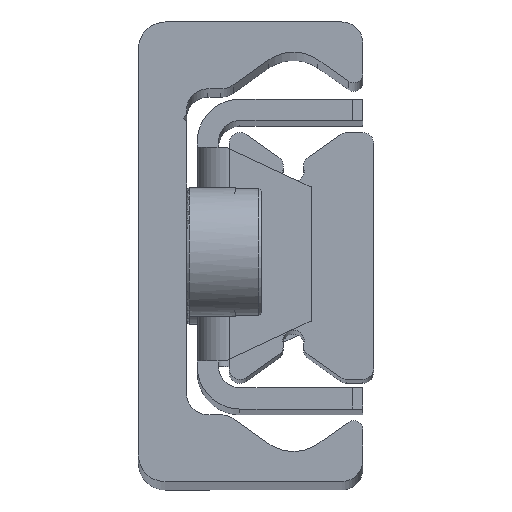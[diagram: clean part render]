
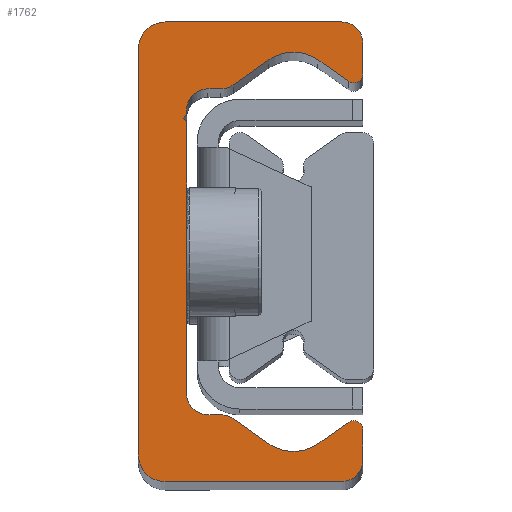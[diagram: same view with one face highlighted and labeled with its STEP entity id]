
A CAD part, top view. The second image highlights one B-rep face of the part: STEP entity #1762.
In plain terms, the highlighted planar face has unit normal (0, 0, 1).
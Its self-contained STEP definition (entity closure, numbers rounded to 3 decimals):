
#750=CARTESIAN_POINT('',(2.499,-21.5,450.0));
#751=VERTEX_POINT('',#750);
#752=CARTESIAN_POINT('',(-0.001,-19.0,450.0));
#753=VERTEX_POINT('',#752);
#754=CARTESIAN_POINT('',(2.499,-19.0,450.0));
#755=DIRECTION('',(0.0,0.0,-1.0));
#756=DIRECTION('',(-1.0,0.0,0.0));
#757=AXIS2_PLACEMENT_3D('',#754,#755,#756);
#758=CIRCLE('',#757,2.5);
#759=EDGE_CURVE('',#751,#753,#758,.T.);
#792=CARTESIAN_POINT('',(-0.001,19.0,450.0));
#793=VERTEX_POINT('',#792);
#794=CARTESIAN_POINT('',(-0.001,-19.0,450.0));
#795=DIRECTION('',(0.0,1.0,0.0));
#796=VECTOR('',#795,38.0);
#797=LINE('',#794,#796);
#798=EDGE_CURVE('',#753,#793,#797,.T.);
#847=CARTESIAN_POINT('',(2.499,21.5,450.0));
#848=VERTEX_POINT('',#847);
#849=CARTESIAN_POINT('',(2.499,19.0,450.0));
#850=DIRECTION('',(0.0,0.0,-1.0));
#851=DIRECTION('',(0.0,1.0,0.0));
#852=AXIS2_PLACEMENT_3D('',#849,#850,#851);
#853=CIRCLE('',#852,2.5);
#854=EDGE_CURVE('',#793,#848,#853,.T.);
#880=CARTESIAN_POINT('',(18.999,21.5,450.0));
#881=VERTEX_POINT('',#880);
#882=CARTESIAN_POINT('',(2.499,21.5,450.0));
#883=DIRECTION('',(1.0,0.0,0.0));
#884=VECTOR('',#883,16.5);
#885=LINE('',#882,#884);
#886=EDGE_CURVE('',#848,#881,#885,.T.);
#911=CARTESIAN_POINT('',(20.999,19.5,450.0));
#912=VERTEX_POINT('',#911);
#913=CARTESIAN_POINT('',(18.999,19.5,450.0));
#914=DIRECTION('',(0.0,0.0,-1.0));
#915=DIRECTION('',(1.0,0.0,0.0));
#916=AXIS2_PLACEMENT_3D('',#913,#914,#915);
#917=CIRCLE('',#916,2.);
#918=EDGE_CURVE('',#881,#912,#917,.T.);
#944=CARTESIAN_POINT('',(20.999,16.65,450.0));
#945=VERTEX_POINT('',#944);
#946=CARTESIAN_POINT('',(20.999,19.5,450.0));
#947=DIRECTION('',(0.0,-1.0,0.0));
#948=VECTOR('',#947,2.85);
#949=LINE('',#946,#948);
#950=EDGE_CURVE('',#912,#945,#949,.T.);
#975=CARTESIAN_POINT('',(19.662,15.953,450.0));
#976=VERTEX_POINT('',#975);
#977=CARTESIAN_POINT('',(20.149,16.65,450.0));
#978=DIRECTION('',(0.0,0.0,-1.));
#979=DIRECTION('',(-0.574,-0.819,0.0));
#980=AXIS2_PLACEMENT_3D('',#977,#978,#979);
#981=CIRCLE('',#980,0.85);
#982=EDGE_CURVE('',#945,#976,#981,.T.);
#1008=CARTESIAN_POINT('',(16.794,17.962,450.0));
#1009=VERTEX_POINT('',#1008);
#1010=CARTESIAN_POINT('',(19.662,15.953,450.0));
#1011=DIRECTION('',(-0.819,0.574,0.0));
#1012=VECTOR('',#1011,3.501);
#1013=LINE('',#1010,#1012);
#1014=EDGE_CURVE('',#976,#1009,#1013,.T.);
#1039=CARTESIAN_POINT('',(12.205,17.962,450.0));
#1040=VERTEX_POINT('',#1039);
#1041=CARTESIAN_POINT('',(14.499,14.685,450.0));
#1042=DIRECTION('',(0.0,0.0,1.0));
#1043=DIRECTION('',(-0.574,-0.819,0.0));
#1044=AXIS2_PLACEMENT_3D('',#1041,#1042,#1043);
#1045=CIRCLE('',#1044,4.0);
#1046=EDGE_CURVE('',#1009,#1040,#1045,.T.);
#1072=CARTESIAN_POINT('',(8.849,15.612,450.0));
#1073=VERTEX_POINT('',#1072);
#1074=CARTESIAN_POINT('',(12.205,17.962,450.0));
#1075=DIRECTION('',(-0.819,-0.574,0.0));
#1076=VECTOR('',#1075,4.097);
#1077=LINE('',#1074,#1076);
#1078=EDGE_CURVE('',#1040,#1073,#1077,.T.);
#1103=CARTESIAN_POINT('',(7.702,15.25,450.0));
#1104=VERTEX_POINT('',#1103);
#1105=CARTESIAN_POINT('',(7.702,17.25,450.0));
#1106=DIRECTION('',(0.0,0.0,-1.0));
#1107=DIRECTION('',(0.0,-1.0,0.0));
#1108=AXIS2_PLACEMENT_3D('',#1105,#1106,#1107);
#1109=CIRCLE('',#1108,2.0);
#1110=EDGE_CURVE('',#1073,#1104,#1109,.T.);
#1136=CARTESIAN_POINT('',(6.499,15.25,450.0));
#1137=VERTEX_POINT('',#1136);
#1138=CARTESIAN_POINT('',(7.702,15.25,450.0));
#1139=DIRECTION('',(-1.0,0.0,0.0));
#1140=VECTOR('',#1139,1.203);
#1141=LINE('',#1138,#1140);
#1142=EDGE_CURVE('',#1104,#1137,#1141,.T.);
#1167=CARTESIAN_POINT('',(4.499,13.25,450.0));
#1168=VERTEX_POINT('',#1167);
#1169=CARTESIAN_POINT('',(6.499,13.25,450.0));
#1170=DIRECTION('',(0.0,0.0,1.0));
#1171=DIRECTION('',(0.0,-1.0,0.0));
#1172=AXIS2_PLACEMENT_3D('',#1169,#1170,#1171);
#1173=CIRCLE('',#1172,2.0);
#1174=EDGE_CURVE('',#1137,#1168,#1173,.T.);
#1200=CARTESIAN_POINT('',(4.499,12.861,450.0));
#1201=VERTEX_POINT('',#1200);
#1202=CARTESIAN_POINT('',(4.499,13.25,450.0));
#1203=DIRECTION('',(0.0,-1.0,0.0));
#1204=VECTOR('',#1203,0.389);
#1205=LINE('',#1202,#1204);
#1206=EDGE_CURVE('',#1168,#1201,#1205,.T.);
#1231=CARTESIAN_POINT('',(4.411,12.734,450.0));
#1232=VERTEX_POINT('',#1231);
#1233=CARTESIAN_POINT('',(4.363,12.861,450.0));
#1234=DIRECTION('',(0.0,0.0,-1.0));
#1235=DIRECTION('',(0.353,-0.936,0.0));
#1236=AXIS2_PLACEMENT_3D('',#1233,#1234,#1235);
#1237=CIRCLE('',#1236,0.136);
#1238=EDGE_CURVE('',#1201,#1232,#1237,.T.);
#1264=CARTESIAN_POINT('',(4.422,12.262,450.0));
#1265=VERTEX_POINT('',#1264);
#1266=CARTESIAN_POINT('',(4.499,12.5,450.0));
#1267=DIRECTION('',(0.0,0.0,1.0));
#1268=DIRECTION('',(0.353,-0.936,0.0));
#1269=AXIS2_PLACEMENT_3D('',#1266,#1267,#1268);
#1270=CIRCLE('',#1269,0.25);
#1271=EDGE_CURVE('',#1232,#1265,#1270,.T.);
#1297=CARTESIAN_POINT('',(4.499,12.156,450.0));
#1298=VERTEX_POINT('',#1297);
#1299=CARTESIAN_POINT('',(4.387,12.156,450.0));
#1300=DIRECTION('',(0.0,0.0,-1.0));
#1301=DIRECTION('',(1.0,0.0,0.0));
#1302=AXIS2_PLACEMENT_3D('',#1299,#1300,#1301);
#1303=CIRCLE('',#1302,0.112);
#1304=EDGE_CURVE('',#1265,#1298,#1303,.T.);
#1330=CARTESIAN_POINT('',(4.499,-13.25,450.0));
#1331=VERTEX_POINT('',#1330);
#1332=CARTESIAN_POINT('',(4.499,12.156,450.0));
#1333=DIRECTION('',(0.0,-1.0,0.0));
#1334=VECTOR('',#1333,25.406);
#1335=LINE('',#1332,#1334);
#1336=EDGE_CURVE('',#1298,#1331,#1335,.T.);
#1385=CARTESIAN_POINT('',(6.499,-15.25,450.0));
#1386=VERTEX_POINT('',#1385);
#1387=CARTESIAN_POINT('',(6.499,-13.25,450.0));
#1388=DIRECTION('',(0.0,0.0,1.0));
#1389=DIRECTION('',(1.0,0.0,0.0));
#1390=AXIS2_PLACEMENT_3D('',#1387,#1388,#1389);
#1391=CIRCLE('',#1390,2.0);
#1392=EDGE_CURVE('',#1331,#1386,#1391,.T.);
#1418=CARTESIAN_POINT('',(7.702,-15.25,450.0));
#1419=VERTEX_POINT('',#1418);
#1420=CARTESIAN_POINT('',(6.499,-15.25,450.0));
#1421=DIRECTION('',(1.0,0.0,0.0));
#1422=VECTOR('',#1421,1.203);
#1423=LINE('',#1420,#1422);
#1424=EDGE_CURVE('',#1386,#1419,#1423,.T.);
#1449=CARTESIAN_POINT('',(8.849,-15.612,450.0));
#1450=VERTEX_POINT('',#1449);
#1451=CARTESIAN_POINT('',(7.702,-17.25,450.0));
#1452=DIRECTION('',(0.0,0.0,-1.));
#1453=DIRECTION('',(0.574,0.819,0.0));
#1454=AXIS2_PLACEMENT_3D('',#1451,#1452,#1453);
#1455=CIRCLE('',#1454,2.0);
#1456=EDGE_CURVE('',#1419,#1450,#1455,.T.);
#1482=CARTESIAN_POINT('',(12.205,-17.962,450.0));
#1483=VERTEX_POINT('',#1482);
#1484=CARTESIAN_POINT('',(8.849,-15.612,450.0));
#1485=DIRECTION('',(0.819,-0.574,0.0));
#1486=VECTOR('',#1485,4.097);
#1487=LINE('',#1484,#1486);
#1488=EDGE_CURVE('',#1450,#1483,#1487,.T.);
#1513=CARTESIAN_POINT('',(16.794,-17.962,450.0));
#1514=VERTEX_POINT('',#1513);
#1515=CARTESIAN_POINT('',(14.499,-14.685,450.0));
#1516=DIRECTION('',(0.0,0.0,1.0));
#1517=DIRECTION('',(0.574,0.819,0.0));
#1518=AXIS2_PLACEMENT_3D('',#1515,#1516,#1517);
#1519=CIRCLE('',#1518,4.0);
#1520=EDGE_CURVE('',#1483,#1514,#1519,.T.);
#1546=CARTESIAN_POINT('',(19.662,-15.953,450.0));
#1547=VERTEX_POINT('',#1546);
#1548=CARTESIAN_POINT('',(16.794,-17.962,450.0));
#1549=DIRECTION('',(0.819,0.574,0.0));
#1550=VECTOR('',#1549,3.501);
#1551=LINE('',#1548,#1550);
#1552=EDGE_CURVE('',#1514,#1547,#1551,.T.);
#1577=CARTESIAN_POINT('',(20.999,-16.65,450.0));
#1578=VERTEX_POINT('',#1577);
#1579=CARTESIAN_POINT('',(20.149,-16.65,450.0));
#1580=DIRECTION('',(0.0,0.0,-1.0));
#1581=DIRECTION('',(1.0,0.0,0.0));
#1582=AXIS2_PLACEMENT_3D('',#1579,#1580,#1581);
#1583=CIRCLE('',#1582,0.85);
#1584=EDGE_CURVE('',#1547,#1578,#1583,.T.);
#1610=CARTESIAN_POINT('',(20.999,-19.5,450.0));
#1611=VERTEX_POINT('',#1610);
#1612=CARTESIAN_POINT('',(20.999,-16.65,450.0));
#1613=DIRECTION('',(0.0,-1.0,0.0));
#1614=VECTOR('',#1613,2.85);
#1615=LINE('',#1612,#1614);
#1616=EDGE_CURVE('',#1578,#1611,#1615,.T.);
#1641=CARTESIAN_POINT('',(18.999,-21.5,450.0));
#1642=VERTEX_POINT('',#1641);
#1643=CARTESIAN_POINT('',(18.999,-19.5,450.0));
#1644=DIRECTION('',(0.0,0.0,-1.0));
#1645=DIRECTION('',(0.0,-1.0,0.0));
#1646=AXIS2_PLACEMENT_3D('',#1643,#1644,#1645);
#1647=CIRCLE('',#1646,2.);
#1648=EDGE_CURVE('',#1611,#1642,#1647,.T.);
#1674=CARTESIAN_POINT('',(18.999,-21.5,450.0));
#1675=DIRECTION('',(-1.0,0.0,0.0));
#1676=VECTOR('',#1675,16.5);
#1677=LINE('',#1674,#1676);
#1678=EDGE_CURVE('',#1642,#751,#1677,.T.);
#1727=CARTESIAN_POINT('',(7.822,0.017,450.0));
#1728=DIRECTION('',(0.0,0.0,1.0));
#1729=DIRECTION('',(1.0,0.0,0.0));
#1730=AXIS2_PLACEMENT_3D('',#1727,#1728,#1729);
#1731=PLANE('',#1730);
#1732=ORIENTED_EDGE('',*,*,#759,.F.);
#1733=ORIENTED_EDGE('',*,*,#1678,.F.);
#1734=ORIENTED_EDGE('',*,*,#1648,.F.);
#1735=ORIENTED_EDGE('',*,*,#1616,.F.);
#1736=ORIENTED_EDGE('',*,*,#1584,.F.);
#1737=ORIENTED_EDGE('',*,*,#1552,.F.);
#1738=ORIENTED_EDGE('',*,*,#1520,.F.);
#1739=ORIENTED_EDGE('',*,*,#1488,.F.);
#1740=ORIENTED_EDGE('',*,*,#1456,.F.);
#1741=ORIENTED_EDGE('',*,*,#1424,.F.);
#1742=ORIENTED_EDGE('',*,*,#1392,.F.);
#1743=ORIENTED_EDGE('',*,*,#1336,.F.);
#1744=ORIENTED_EDGE('',*,*,#1304,.F.);
#1745=ORIENTED_EDGE('',*,*,#1271,.F.);
#1746=ORIENTED_EDGE('',*,*,#1238,.F.);
#1747=ORIENTED_EDGE('',*,*,#1206,.F.);
#1748=ORIENTED_EDGE('',*,*,#1174,.F.);
#1749=ORIENTED_EDGE('',*,*,#1142,.F.);
#1750=ORIENTED_EDGE('',*,*,#1110,.F.);
#1751=ORIENTED_EDGE('',*,*,#1078,.F.);
#1752=ORIENTED_EDGE('',*,*,#1046,.F.);
#1753=ORIENTED_EDGE('',*,*,#1014,.F.);
#1754=ORIENTED_EDGE('',*,*,#982,.F.);
#1755=ORIENTED_EDGE('',*,*,#950,.F.);
#1756=ORIENTED_EDGE('',*,*,#918,.F.);
#1757=ORIENTED_EDGE('',*,*,#886,.F.);
#1758=ORIENTED_EDGE('',*,*,#854,.F.);
#1759=ORIENTED_EDGE('',*,*,#798,.F.);
#1760=EDGE_LOOP('',(#1732,#1733,#1734,#1735,#1736,#1737,#1738,#1739,#1740,#1741,#1742,#1743,#1744,#1745,#1746,#1747,#1748,#1749,#1750,#1751,#1752,#1753,#1754,#1755,#1756,#1757,#1758,#1759));
#1761=FACE_OUTER_BOUND('',#1760,.T.);
#1762=ADVANCED_FACE('',(#1761),#1731,.T.);
